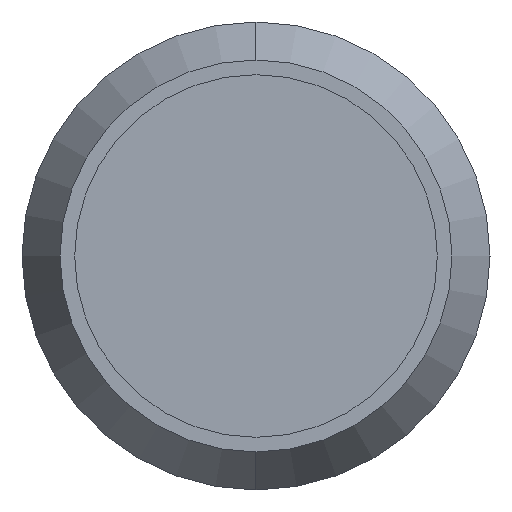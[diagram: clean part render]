
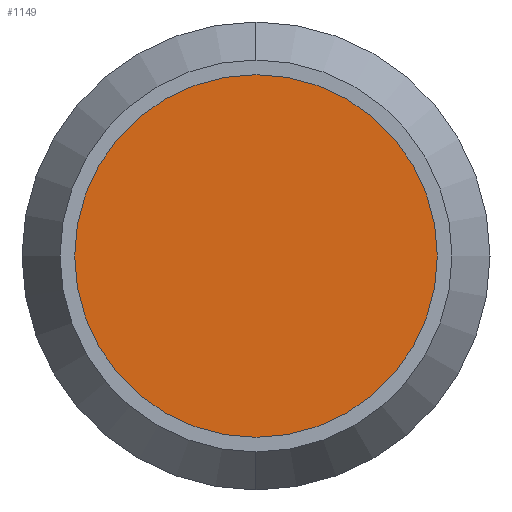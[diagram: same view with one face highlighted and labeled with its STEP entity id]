
A CAD part, left-side view. The second image highlights one B-rep face of the part: STEP entity #1149.
In plain terms, the highlighted planar face has unit normal (-1, 0, 0).
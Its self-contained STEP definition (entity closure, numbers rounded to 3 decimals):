
#19 = ORIENTED_EDGE ( 'NONE', *, *, #1189, .T. ) ;
#221 = FACE_OUTER_BOUND ( 'NONE', #954, .T. ) ;
#332 = AXIS2_PLACEMENT_3D ( 'NONE', #835, #972, #1192 ) ;
#401 = DIRECTION ( 'NONE',  ( 0., 0., 1. ) ) ;
#415 = CIRCLE ( 'NONE', #593, 3.1 ) ;
#429 = CARTESIAN_POINT ( 'NONE',  ( 0., 0., 0. ) ) ;
#445 = ORIENTED_EDGE ( 'NONE', *, *, #936, .T. ) ;
#497 = VERTEX_POINT ( 'NONE', #684 ) ;
#505 = VERTEX_POINT ( 'NONE', #1047 ) ;
#537 = AXIS2_PLACEMENT_3D ( 'NONE', #1408, #1077, #964 ) ;
#581 = PLANE ( 'NONE',  #537 ) ;
#593 = AXIS2_PLACEMENT_3D ( 'NONE', #429, #1488, #401 ) ;
#684 = CARTESIAN_POINT ( 'NONE',  ( 0., 0., -3.1 ) ) ;
#835 = CARTESIAN_POINT ( 'NONE',  ( 0., 0., 0. ) ) ;
#936 = EDGE_CURVE ( 'NONE', #505, #497, #415, .T. ) ;
#952 = CIRCLE ( 'NONE', #332, 3.1 ) ;
#954 = EDGE_LOOP ( 'NONE', ( #445, #19 ) ) ;
#964 = DIRECTION ( 'NONE',  ( 0., 0., -1. ) ) ;
#972 = DIRECTION ( 'NONE',  ( -1., 0., 0. ) ) ;
#1047 = CARTESIAN_POINT ( 'NONE',  ( 0., 0., 3.1 ) ) ;
#1077 = DIRECTION ( 'NONE',  ( 1., 0., 0. ) ) ;
#1149 = ADVANCED_FACE ( 'NONE', ( #221 ), #581, .F. ) ;
#1189 = EDGE_CURVE ( 'NONE', #497, #505, #952, .T. ) ;
#1192 = DIRECTION ( 'NONE',  ( 0., 0., 1. ) ) ;
#1408 = CARTESIAN_POINT ( 'NONE',  ( 0., 0., 0. ) ) ;
#1488 = DIRECTION ( 'NONE',  ( -1., 0., 0. ) ) ;
